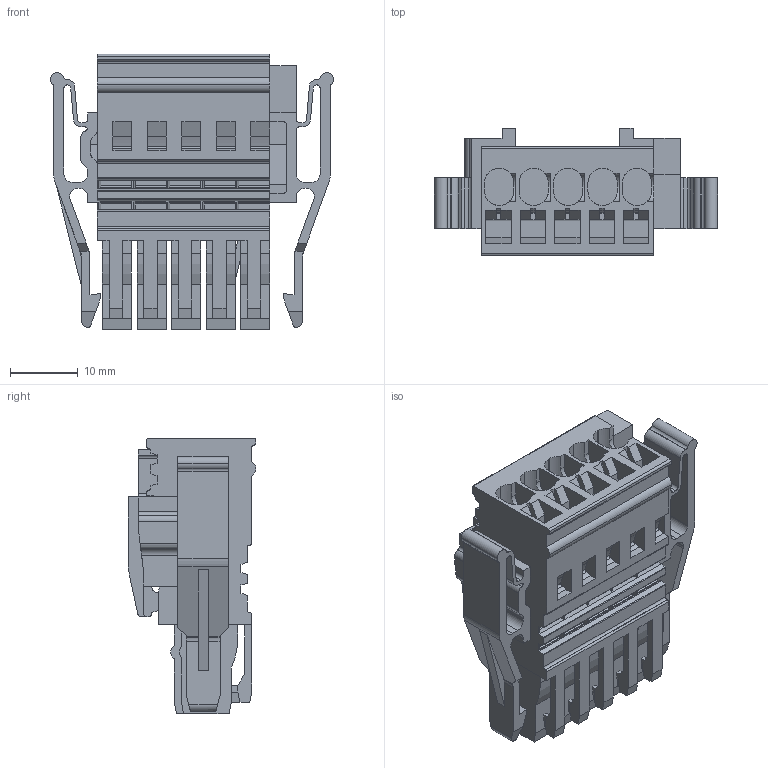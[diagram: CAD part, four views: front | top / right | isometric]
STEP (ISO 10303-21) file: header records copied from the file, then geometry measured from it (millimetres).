
FILE_DESCRIPTION(('CATIA V5 STEP Exchange','CAx-IF Rec.Pracs.--- Model Styling and Organization---1.4--- 2014-01-23'),'2;1');
FILE_NAME ('376617_3', '2021-12-08T10:44:02+00:00', ('none'), ('Weidmueller'), 'CATIA Version 5-6 Release 2016 SP3 HF44', 'CATIA V5 STEP AP214', 'none');
FILE_SCHEMA(('AUTOMOTIVE_DESIGN { 1 0 10303 214 1 1 1 1 }'));
Length unit declared in the file: millimetre
Products named in the file (1): 1888130000
Bounding box: 41.9 x 18.9 x 40.75 mm (x, y, z)
Volume: 12338.3 mm3; surface area: 10743.4 mm2
Topology: 1 solids, 1 shells, 1089 faces, 3206 edges, 2123 vertices
Faces by surface type: plane 748, cylinder 341
Entity records: 37409 total; most frequent: CARTESIAN_POINT 7529, ORIENTED_EDGE 6412, DIRECTION 5237, EDGE_CURVE 3206, VECTOR 2491, LINE 2491, VERTEX_POINT 2123, AXIS2_PLACEMENT_3D 1658
